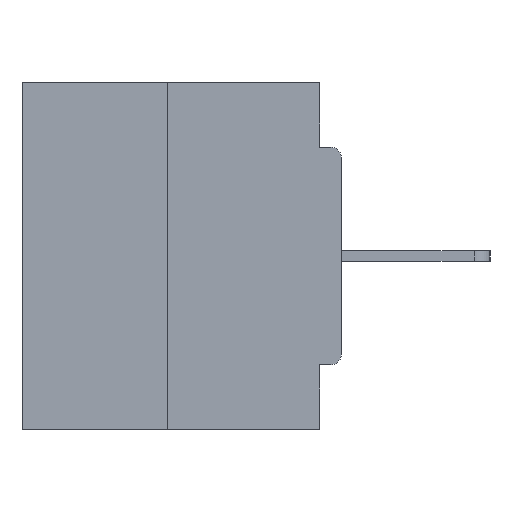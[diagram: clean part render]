
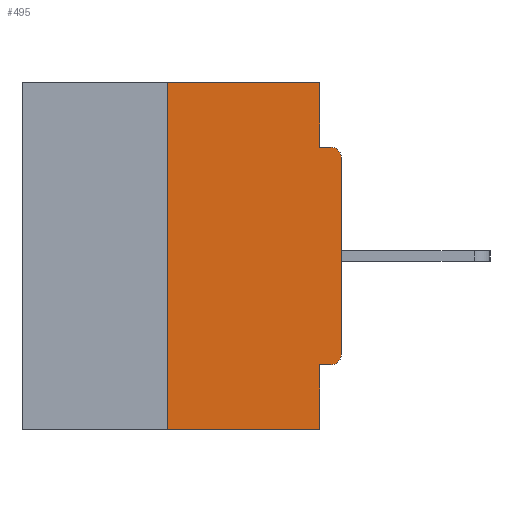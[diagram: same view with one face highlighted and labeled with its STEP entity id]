
A CAD part, left-side view. The second image highlights one B-rep face of the part: STEP entity #495.
In plain terms, the highlighted planar face has unit normal (-1, 0, 0).
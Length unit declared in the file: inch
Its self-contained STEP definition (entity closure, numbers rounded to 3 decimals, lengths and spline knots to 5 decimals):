
#495 = ADVANCED_FACE ( 'NONE', ( #23908 ), #20887, .F. ) ;
#953 = VERTEX_POINT ( 'NONE', #24433 ) ;
#1620 = CARTESIAN_POINT ( 'NONE',  ( 0., 0.46, 0. ) ) ;
#1793 = VERTEX_POINT ( 'NONE', #27339 ) ;
#1827 = CARTESIAN_POINT ( 'NONE',  ( 0., 0., 0. ) ) ;
#2358 = VECTOR ( 'NONE', #8444, 39.37008 ) ;
#2370 = DIRECTION ( 'NONE',  ( 0., 0., -1. ) ) ;
#2473 = CARTESIAN_POINT ( 'NONE',  ( 0., 0., -0.3915 ) ) ;
#2558 = EDGE_CURVE ( 'NONE', #16403, #7914, #14482, .T. ) ;
#2742 = VECTOR ( 'NONE', #20246, 39.37008 ) ;
#3005 = LINE ( 'NONE', #28974, #2742 ) ;
#3804 = VERTEX_POINT ( 'NONE', #22446 ) ;
#3916 = LINE ( 'NONE', #1827, #7494 ) ;
#4899 = ORIENTED_EDGE ( 'NONE', *, *, #28776, .F. ) ;
#5520 = ORIENTED_EDGE ( 'NONE', *, *, #13099, .F. ) ;
#6488 = DIRECTION ( 'NONE',  ( 1., 0., 0. ) ) ;
#6501 = LINE ( 'NONE', #12184, #29973 ) ;
#6792 = EDGE_CURVE ( 'NONE', #26299, #19689, #9767, .T. ) ;
#7494 = VECTOR ( 'NONE', #35978, 39.37008 ) ;
#7553 = AXIS2_PLACEMENT_3D ( 'NONE', #10508, #22065, #27200 ) ;
#7914 = VERTEX_POINT ( 'NONE', #2473 ) ;
#8143 = VECTOR ( 'NONE', #35377, 39.37008 ) ;
#8444 = DIRECTION ( 'NONE',  ( 0., 0., -1. ) ) ;
#8571 = CARTESIAN_POINT ( 'NONE',  ( 0., 0.015, -0.0935 ) ) ;
#9523 = DIRECTION ( 'NONE',  ( 0., 0., -1. ) ) ;
#9642 = AXIS2_PLACEMENT_3D ( 'NONE', #29084, #19623, #2370 ) ;
#9767 = LINE ( 'NONE', #12793, #8143 ) ;
#10508 = CARTESIAN_POINT ( 'NONE',  ( 0., 0.015, -0.1085 ) ) ;
#10941 = EDGE_CURVE ( 'NONE', #7914, #1793, #3916, .T. ) ;
#12184 = CARTESIAN_POINT ( 'NONE',  ( 0., 0.25, 0. ) ) ;
#12682 = EDGE_LOOP ( 'NONE', ( #24212, #19287, #19324, #23254, #4899, #20280, #27884, #29212, #16379, #5520 ) ) ;
#12793 = CARTESIAN_POINT ( 'NONE',  ( 0., 0.46, -0.5 ) ) ;
#12982 = VECTOR ( 'NONE', #27762, 39.37008 ) ;
#13099 = EDGE_CURVE ( 'NONE', #953, #30140, #27147, .T. ) ;
#13377 = LINE ( 'NONE', #37283, #31585 ) ;
#14482 = CIRCLE ( 'NONE', #9642, 0.015 ) ;
#16379 = ORIENTED_EDGE ( 'NONE', *, *, #36474, .F. ) ;
#16403 = VERTEX_POINT ( 'NONE', #36015 ) ;
#16599 = DIRECTION ( 'NONE',  ( 0., -1., 0. ) ) ;
#16638 = CIRCLE ( 'NONE', #7553, 0.015 ) ;
#19287 = ORIENTED_EDGE ( 'NONE', *, *, #28003, .F. ) ;
#19324 = ORIENTED_EDGE ( 'NONE', *, *, #6792, .T. ) ;
#19623 = DIRECTION ( 'NONE',  ( -1., 0., 0. ) ) ;
#19629 = CARTESIAN_POINT ( 'NONE',  ( 0., 0.031, -0.5 ) ) ;
#19689 = VERTEX_POINT ( 'NONE', #36738 ) ;
#20246 = DIRECTION ( 'NONE',  ( 0., 1., 0. ) ) ;
#20280 = ORIENTED_EDGE ( 'NONE', *, *, #2558, .T. ) ;
#20887 = PLANE ( 'NONE',  #23867 ) ;
#21047 = CARTESIAN_POINT ( 'NONE',  ( 0., 0.25, -0.5 ) ) ;
#22065 = DIRECTION ( 'NONE',  ( -1., 0., 0. ) ) ;
#22446 = CARTESIAN_POINT ( 'NONE',  ( 0., 0.25, 0. ) ) ;
#22781 = EDGE_CURVE ( 'NONE', #30119, #19689, #29607, .T. ) ;
#23254 = ORIENTED_EDGE ( 'NONE', *, *, #22781, .F. ) ;
#23314 = VECTOR ( 'NONE', #9523, 39.37008 ) ;
#23867 = AXIS2_PLACEMENT_3D ( 'NONE', #32477, #6488, #35531 ) ;
#23908 = FACE_OUTER_BOUND ( 'NONE', #12682, .T. ) ;
#24028 = CARTESIAN_POINT ( 'NONE',  ( 0., 0.031, -0.4065 ) ) ;
#24212 = ORIENTED_EDGE ( 'NONE', *, *, #27777, .F. ) ;
#24433 = CARTESIAN_POINT ( 'NONE',  ( 0., 0.031, 0. ) ) ;
#26299 = VERTEX_POINT ( 'NONE', #21047 ) ;
#26405 = DIRECTION ( 'NONE',  ( 0., 0., 1. ) ) ;
#27147 = LINE ( 'NONE', #35521, #23314 ) ;
#27200 = DIRECTION ( 'NONE',  ( 0., 0., -1. ) ) ;
#27339 = CARTESIAN_POINT ( 'NONE',  ( 0., 0., -0.1085 ) ) ;
#27572 = LINE ( 'NONE', #1620, #12982 ) ;
#27762 = DIRECTION ( 'NONE',  ( 0., -1., 0. ) ) ;
#27777 = EDGE_CURVE ( 'NONE', #3804, #953, #27572, .T. ) ;
#27783 = EDGE_CURVE ( 'NONE', #1793, #34233, #16638, .T. ) ;
#27884 = ORIENTED_EDGE ( 'NONE', *, *, #10941, .T. ) ;
#28003 = EDGE_CURVE ( 'NONE', #26299, #3804, #6501, .T. ) ;
#28776 = EDGE_CURVE ( 'NONE', #16403, #30119, #3005, .T. ) ;
#28974 = CARTESIAN_POINT ( 'NONE',  ( 0., 0., -0.4065 ) ) ;
#29084 = CARTESIAN_POINT ( 'NONE',  ( 0., 0.015, -0.3915 ) ) ;
#29212 = ORIENTED_EDGE ( 'NONE', *, *, #27783, .T. ) ;
#29607 = LINE ( 'NONE', #19629, #2358 ) ;
#29973 = VECTOR ( 'NONE', #26405, 39.37008 ) ;
#30119 = VERTEX_POINT ( 'NONE', #24028 ) ;
#30140 = VERTEX_POINT ( 'NONE', #36216 ) ;
#31585 = VECTOR ( 'NONE', #16599, 39.37008 ) ;
#32477 = CARTESIAN_POINT ( 'NONE',  ( 0., 0.46, 0. ) ) ;
#34233 = VERTEX_POINT ( 'NONE', #8571 ) ;
#35377 = DIRECTION ( 'NONE',  ( 0., -1., 0. ) ) ;
#35521 = CARTESIAN_POINT ( 'NONE',  ( 0., 0.031, 0. ) ) ;
#35531 = DIRECTION ( 'NONE',  ( 0., 0., -1. ) ) ;
#35978 = DIRECTION ( 'NONE',  ( 0., 0., 1. ) ) ;
#36015 = CARTESIAN_POINT ( 'NONE',  ( 0., 0.015, -0.4065 ) ) ;
#36216 = CARTESIAN_POINT ( 'NONE',  ( 0., 0.031, -0.0935 ) ) ;
#36474 = EDGE_CURVE ( 'NONE', #30140, #34233, #13377, .T. ) ;
#36738 = CARTESIAN_POINT ( 'NONE',  ( 0., 0.031, -0.5 ) ) ;
#37283 = CARTESIAN_POINT ( 'NONE',  ( 0., 0., -0.0935 ) ) ;
